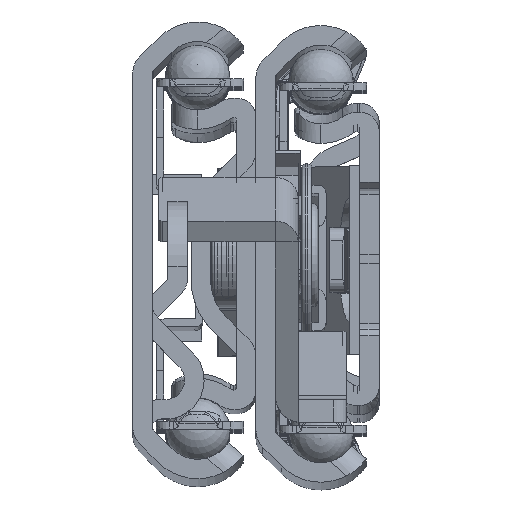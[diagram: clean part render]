
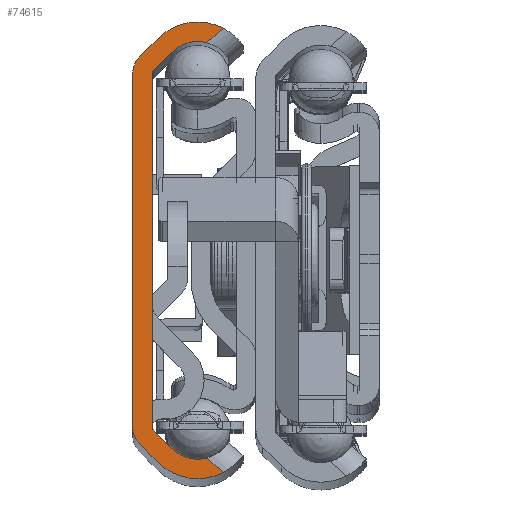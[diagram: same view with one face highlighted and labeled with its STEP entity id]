
A CAD part, top view. The second image highlights one B-rep face of the part: STEP entity #74615.
In plain terms, the highlighted planar face has unit normal (0, 0, 1).
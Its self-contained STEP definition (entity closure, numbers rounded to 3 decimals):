
#6523=PLANE('',#81115);
#10259=FACE_OUTER_BOUND('',#14168,.T.);
#14168=EDGE_LOOP('',(#66083,#66084,#66085,#66086,#66087,#66088,#66089,#66090,
#66091,#66092,#66093,#66094,#66095,#66096,#66097,#66098));
#18502=LINE('',#154322,#23036);
#18620=LINE('',#154787,#23154);
#18710=LINE('',#155116,#23244);
#18711=LINE('',#155121,#23245);
#18712=LINE('',#155126,#23246);
#18713=LINE('',#155129,#23247);
#18714=LINE('',#155131,#23248);
#18715=LINE('',#155133,#23249);
#23036=VECTOR('',#97908,10.);
#23154=VECTOR('',#98200,10.);
#23244=VECTOR('',#98462,10.);
#23245=VECTOR('',#98467,10.);
#23246=VECTOR('',#98472,10.);
#23247=VECTOR('',#98475,10.);
#23248=VECTOR('',#98476,10.);
#23249=VECTOR('',#98479,10.);
#26138=CIRCLE('',#80973,1.8);
#26183=CIRCLE('',#81109,4.3);
#26184=CIRCLE('',#81113,4.3);
#26185=CIRCLE('',#81116,2.8);
#26186=CIRCLE('',#81117,0.3);
#26187=CIRCLE('',#81118,0.3);
#26188=CIRCLE('',#81119,2.8);
#26189=CIRCLE('',#81120,1.8);
#33188=VERTEX_POINT('',#154319);
#33189=VERTEX_POINT('',#154321);
#33259=VERTEX_POINT('',#154463);
#33260=VERTEX_POINT('',#154465);
#33316=VERTEX_POINT('',#154786);
#33378=VERTEX_POINT('',#155035);
#33379=VERTEX_POINT('',#155046);
#33384=VERTEX_POINT('',#155084);
#33385=VERTEX_POINT('',#155086);
#33387=VERTEX_POINT('',#155101);
#33388=VERTEX_POINT('',#155118);
#33389=VERTEX_POINT('',#155120);
#33390=VERTEX_POINT('',#155123);
#33391=VERTEX_POINT('',#155125);
#33392=VERTEX_POINT('',#155127);
#33393=VERTEX_POINT('',#155130);
#44003=EDGE_CURVE('',#33188,#33189,#18502,.T.);
#44075=EDGE_CURVE('',#33259,#33260,#26138,.T.);
#44175=EDGE_CURVE('',#33260,#33316,#18620,.T.);
#44290=EDGE_CURVE('',#33378,#33379,#26183,.T.);
#44299=EDGE_CURVE('',#33384,#33385,#26184,.T.);
#44303=EDGE_CURVE('',#33387,#33378,#18710,.T.);
#44304=EDGE_CURVE('',#33388,#33387,#26185,.T.);
#44305=EDGE_CURVE('',#33389,#33388,#18711,.T.);
#44306=EDGE_CURVE('',#33189,#33389,#26186,.T.);
#44307=EDGE_CURVE('',#33390,#33188,#26187,.T.);
#44308=EDGE_CURVE('',#33391,#33390,#18712,.T.);
#44309=EDGE_CURVE('',#33392,#33391,#26188,.T.);
#44310=EDGE_CURVE('',#33385,#33392,#18713,.T.);
#44311=EDGE_CURVE('',#33393,#33384,#18714,.T.);
#44312=EDGE_CURVE('',#33316,#33393,#26189,.T.);
#44313=EDGE_CURVE('',#33379,#33259,#18715,.T.);
#66083=ORIENTED_EDGE('',*,*,#44303,.F.);
#66084=ORIENTED_EDGE('',*,*,#44304,.F.);
#66085=ORIENTED_EDGE('',*,*,#44305,.F.);
#66086=ORIENTED_EDGE('',*,*,#44306,.F.);
#66087=ORIENTED_EDGE('',*,*,#44003,.F.);
#66088=ORIENTED_EDGE('',*,*,#44307,.F.);
#66089=ORIENTED_EDGE('',*,*,#44308,.F.);
#66090=ORIENTED_EDGE('',*,*,#44309,.F.);
#66091=ORIENTED_EDGE('',*,*,#44310,.F.);
#66092=ORIENTED_EDGE('',*,*,#44299,.F.);
#66093=ORIENTED_EDGE('',*,*,#44311,.F.);
#66094=ORIENTED_EDGE('',*,*,#44312,.F.);
#66095=ORIENTED_EDGE('',*,*,#44175,.F.);
#66096=ORIENTED_EDGE('',*,*,#44075,.F.);
#66097=ORIENTED_EDGE('',*,*,#44313,.F.);
#66098=ORIENTED_EDGE('',*,*,#44290,.F.);
#74615=ADVANCED_FACE('',(#10259),#6523,.T.);
#80973=AXIS2_PLACEMENT_3D('',#154466,#98012,#98013);
#81109=AXIS2_PLACEMENT_3D('',#155047,#98443,#98444);
#81113=AXIS2_PLACEMENT_3D('',#155087,#98457,#98458);
#81115=AXIS2_PLACEMENT_3D('',#155117,#98463,#98464);
#81116=AXIS2_PLACEMENT_3D('',#155119,#98465,#98466);
#81117=AXIS2_PLACEMENT_3D('',#155122,#98468,#98469);
#81118=AXIS2_PLACEMENT_3D('',#155124,#98470,#98471);
#81119=AXIS2_PLACEMENT_3D('',#155128,#98473,#98474);
#81120=AXIS2_PLACEMENT_3D('',#155132,#98477,#98478);
#97908=DIRECTION('',(0.,-1.,0.));
#98012=DIRECTION('center_axis',(0.,0.,-1.));
#98013=DIRECTION('ref_axis',(1.,0.,0.));
#98200=DIRECTION('',(0.,1.,0.));
#98443=DIRECTION('center_axis',(0.,0.,-1.));
#98444=DIRECTION('ref_axis',(0.707,0.707,0.));
#98457=DIRECTION('center_axis',(0.,0.,-1.));
#98458=DIRECTION('ref_axis',(-0.814,-0.581,0.));
#98462=DIRECTION('',(0.751,-0.66,0.));
#98463=DIRECTION('center_axis',(0.,0.,1.));
#98464=DIRECTION('ref_axis',(1.,0.,0.));
#98465=DIRECTION('center_axis',(0.,0.,1.));
#98466=DIRECTION('ref_axis',(-0.707,-0.707,0.));
#98467=DIRECTION('',(0.707,-0.707,0.));
#98468=DIRECTION('center_axis',(0.,0.,1.));
#98469=DIRECTION('ref_axis',(-1.,0.,0.));
#98470=DIRECTION('center_axis',(0.,0.,1.));
#98471=DIRECTION('ref_axis',(-0.707,0.707,0.));
#98472=DIRECTION('',(-0.707,-0.707,0.));
#98473=DIRECTION('center_axis',(0.,0.,1.));
#98474=DIRECTION('ref_axis',(0.844,0.536,0.));
#98475=DIRECTION('',(-0.751,-0.66,0.));
#98476=DIRECTION('',(0.707,0.707,0.));
#98477=DIRECTION('center_axis',(0.,0.,-1.));
#98478=DIRECTION('ref_axis',(0.707,-0.707,0.));
#98479=DIRECTION('',(-0.707,0.707,0.));
#154319=CARTESIAN_POINT('',(1.5,13.636,328.5));
#154321=CARTESIAN_POINT('',(1.5,-13.636,328.5));
#154322=CARTESIAN_POINT('',(1.5,13.636,328.5));
#154463=CARTESIAN_POINT('',(0.527,-14.908,328.5));
#154465=CARTESIAN_POINT('',(0.,-13.636,328.5));
#154466=CARTESIAN_POINT('Origin',(1.8,-13.636,328.5));
#154786=CARTESIAN_POINT('',(0.,13.636,328.5));
#154787=CARTESIAN_POINT('',(0.,-13.636,328.5));
#155035=CARTESIAN_POINT('',(6.974,-17.12,328.5));
#155046=CARTESIAN_POINT('',(1.959,-16.341,328.5));
#155047=CARTESIAN_POINT('Origin',(5.,-13.3,328.5));
#155084=CARTESIAN_POINT('',(1.959,16.341,328.5));
#155086=CARTESIAN_POINT('',(6.974,17.12,328.5));
#155087=CARTESIAN_POINT('Origin',(5.,13.3,328.5));
#155101=CARTESIAN_POINT('',(5.71,-16.009,328.5));
#155116=CARTESIAN_POINT('',(0.935,-11.813,328.5));
#155117=CARTESIAN_POINT('Origin',(2.262,0.,
328.5));
#155118=CARTESIAN_POINT('',(3.02,-15.28,328.5));
#155119=CARTESIAN_POINT('Origin',(5.,-13.3,328.5));
#155120=CARTESIAN_POINT('',(1.588,-13.848,328.5));
#155121=CARTESIAN_POINT('',(1.588,-13.848,328.5));
#155122=CARTESIAN_POINT('Origin',(1.8,-13.636,328.5));
#155123=CARTESIAN_POINT('',(1.588,13.848,328.5));
#155124=CARTESIAN_POINT('Origin',(1.8,13.636,328.5));
#155125=CARTESIAN_POINT('',(3.02,15.28,328.5));
#155126=CARTESIAN_POINT('',(3.02,15.28,328.5));
#155127=CARTESIAN_POINT('',(5.71,16.009,328.5));
#155128=CARTESIAN_POINT('Origin',(5.,13.3,328.5));
#155129=CARTESIAN_POINT('',(1.503,12.312,328.5));
#155130=CARTESIAN_POINT('',(0.527,14.908,328.5));
#155131=CARTESIAN_POINT('',(0.527,14.908,328.5));
#155132=CARTESIAN_POINT('Origin',(1.8,13.636,328.5));
#155133=CARTESIAN_POINT('',(1.959,-16.341,328.5));
